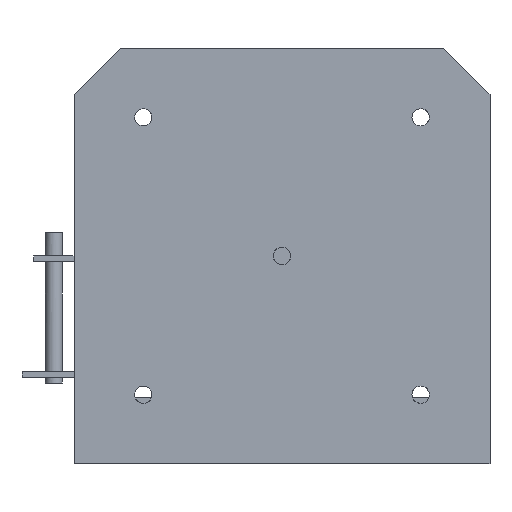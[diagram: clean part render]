
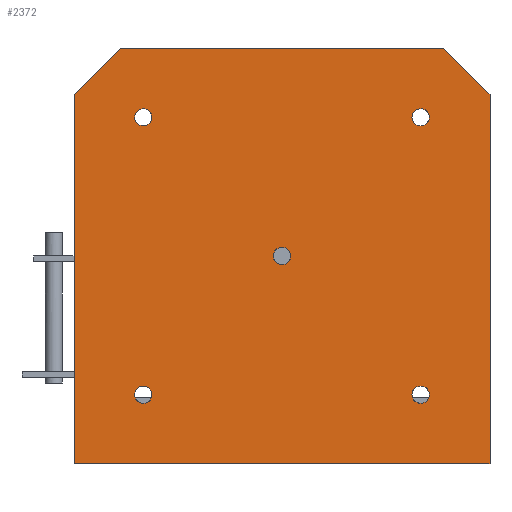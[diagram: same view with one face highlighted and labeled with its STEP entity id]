
A CAD part, front view. The second image highlights one B-rep face of the part: STEP entity #2372.
In plain terms, the highlighted free-form (B-spline) face has degree [1, 1] with [2, 2] control points.
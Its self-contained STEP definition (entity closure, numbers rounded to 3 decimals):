
#1178 = VERTEX_POINT('',#1179);
#1179 = CARTESIAN_POINT('',(-101.435,0.,-101.435));
#1184 = EDGE_CURVE('',#1178,#1185,#1187,.T.);
#1185 = VERTEX_POINT('',#1186);
#1186 = CARTESIAN_POINT('',(-101.435,0.,78.894));
#1187 = B_SPLINE_CURVE_WITH_KNOTS('',1,(#1188,#1189),.UNSPECIFIED.,.F.,
  .F.,(2,2),(0.,203.2),.PIECEWISE_BEZIER_KNOTS.);
#1188 = CARTESIAN_POINT('',(-101.435,0.,-101.435));
#1189 = CARTESIAN_POINT('',(-101.435,0.,78.894));
#1936 = VERTEX_POINT('',#1937);
#1937 = CARTESIAN_POINT('',(63.397,0.,67.624));
#1942 = EDGE_CURVE('',#1936,#1936,#1943,.T.);
#1943 = ( BOUNDED_CURVE() B_SPLINE_CURVE(2,(#1944,#1945,#1946,#1947,
#1948,#1949,#1950),.UNSPECIFIED.,.T.,.F.) B_SPLINE_CURVE_WITH_KNOTS((3,2
    ,2,3),(3.142,5.236,7.33,9.425),
.PIECEWISE_BEZIER_KNOTS.) CURVE() GEOMETRIC_REPRESENTATION_ITEM() 
RATIONAL_B_SPLINE_CURVE((1.,0.5,1.,0.5,1.,0.5,1.)) REPRESENTATION_ITEM(
  '') );
#1944 = CARTESIAN_POINT('',(63.397,0.,67.624));
#1945 = CARTESIAN_POINT('',(63.397,0.,74.944));
#1946 = CARTESIAN_POINT('',(69.737,0.,71.284));
#1947 = CARTESIAN_POINT('',(76.077,0.,67.624));
#1948 = CARTESIAN_POINT('',(69.737,0.,63.963));
#1949 = CARTESIAN_POINT('',(63.397,0.,60.303));
#1950 = CARTESIAN_POINT('',(63.397,0.,67.624));
#1988 = VERTEX_POINT('',#1989);
#1989 = CARTESIAN_POINT('',(-71.85,0.,67.624));
#1994 = EDGE_CURVE('',#1988,#1988,#1995,.T.);
#1995 = ( BOUNDED_CURVE() B_SPLINE_CURVE(2,(#1996,#1997,#1998,#1999,
#2000,#2001,#2002),.UNSPECIFIED.,.T.,.F.) B_SPLINE_CURVE_WITH_KNOTS((3,2
    ,2,3),(3.142,5.236,7.33,9.425),
.PIECEWISE_BEZIER_KNOTS.) CURVE() GEOMETRIC_REPRESENTATION_ITEM() 
RATIONAL_B_SPLINE_CURVE((1.,0.5,1.,0.5,1.,0.5,1.)) REPRESENTATION_ITEM(
  '') );
#1996 = CARTESIAN_POINT('',(-71.85,0.,67.624));
#1997 = CARTESIAN_POINT('',(-71.85,0.,74.944));
#1998 = CARTESIAN_POINT('',(-65.51,0.,71.284));
#1999 = CARTESIAN_POINT('',(-59.171,0.,67.624));
#2000 = CARTESIAN_POINT('',(-65.51,0.,63.963));
#2001 = CARTESIAN_POINT('',(-71.85,0.,60.303));
#2002 = CARTESIAN_POINT('',(-71.85,0.,67.624));
#2040 = VERTEX_POINT('',#2041);
#2041 = CARTESIAN_POINT('',(-4.226,0.,0.));
#2046 = EDGE_CURVE('',#2040,#2040,#2047,.T.);
#2047 = ( BOUNDED_CURVE() B_SPLINE_CURVE(2,(#2048,#2049,#2050,#2051,
#2052,#2053,#2054),.UNSPECIFIED.,.T.,.F.) B_SPLINE_CURVE_WITH_KNOTS((3,2
    ,2,3),(3.142,5.236,7.33,9.425),
.PIECEWISE_BEZIER_KNOTS.) CURVE() GEOMETRIC_REPRESENTATION_ITEM() 
RATIONAL_B_SPLINE_CURVE((1.,0.5,1.,0.5,1.,0.5,1.)) REPRESENTATION_ITEM(
  '') );
#2048 = CARTESIAN_POINT('',(-4.226,0.,0.));
#2049 = CARTESIAN_POINT('',(-4.226,0.,7.32));
#2050 = CARTESIAN_POINT('',(2.113,0.,3.66));
#2051 = CARTESIAN_POINT('',(8.453,0.,0.));
#2052 = CARTESIAN_POINT('',(2.113,0.,-3.66));
#2053 = CARTESIAN_POINT('',(-4.226,0.,-7.32));
#2054 = CARTESIAN_POINT('',(-4.226,0.,0.));
#2092 = VERTEX_POINT('',#2093);
#2093 = CARTESIAN_POINT('',(-71.85,0.,-67.624));
#2098 = EDGE_CURVE('',#2092,#2092,#2099,.T.);
#2099 = ( BOUNDED_CURVE() B_SPLINE_CURVE(2,(#2100,#2101,#2102,#2103,
#2104,#2105,#2106),.UNSPECIFIED.,.T.,.F.) B_SPLINE_CURVE_WITH_KNOTS((3,2
    ,2,3),(3.142,5.236,7.33,9.425),
.PIECEWISE_BEZIER_KNOTS.) CURVE() GEOMETRIC_REPRESENTATION_ITEM() 
RATIONAL_B_SPLINE_CURVE((1.,0.5,1.,0.5,1.,0.5,1.)) REPRESENTATION_ITEM(
  '') );
#2100 = CARTESIAN_POINT('',(-71.85,0.,-67.624));
#2101 = CARTESIAN_POINT('',(-71.85,0.,-60.303));
#2102 = CARTESIAN_POINT('',(-65.51,0.,-63.963));
#2103 = CARTESIAN_POINT('',(-59.171,0.,-67.624));
#2104 = CARTESIAN_POINT('',(-65.51,0.,-71.284));
#2105 = CARTESIAN_POINT('',(-71.85,0.,-74.944));
#2106 = CARTESIAN_POINT('',(-71.85,0.,-67.624));
#2144 = VERTEX_POINT('',#2145);
#2145 = CARTESIAN_POINT('',(63.397,0.,-67.624));
#2150 = EDGE_CURVE('',#2144,#2144,#2151,.T.);
#2151 = ( BOUNDED_CURVE() B_SPLINE_CURVE(2,(#2152,#2153,#2154,#2155,
#2156,#2157,#2158),.UNSPECIFIED.,.T.,.F.) B_SPLINE_CURVE_WITH_KNOTS((3,2
    ,2,3),(3.142,5.236,7.33,9.425),
.PIECEWISE_BEZIER_KNOTS.) CURVE() GEOMETRIC_REPRESENTATION_ITEM() 
RATIONAL_B_SPLINE_CURVE((1.,0.5,1.,0.5,1.,0.5,1.)) REPRESENTATION_ITEM(
  '') );
#2152 = CARTESIAN_POINT('',(63.397,0.,-67.624));
#2153 = CARTESIAN_POINT('',(63.397,0.,-60.303));
#2154 = CARTESIAN_POINT('',(69.737,0.,-63.963));
#2155 = CARTESIAN_POINT('',(76.077,0.,-67.624));
#2156 = CARTESIAN_POINT('',(69.737,0.,-71.284));
#2157 = CARTESIAN_POINT('',(63.397,0.,-74.944));
#2158 = CARTESIAN_POINT('',(63.397,0.,-67.624));
#2193 = EDGE_CURVE('',#2194,#1178,#2196,.T.);
#2194 = VERTEX_POINT('',#2195);
#2195 = CARTESIAN_POINT('',(101.435,0.,-101.435));
#2196 = B_SPLINE_CURVE_WITH_KNOTS('',1,(#2197,#2198),.UNSPECIFIED.,.F.,
  .F.,(2,2),(0.,228.6),.PIECEWISE_BEZIER_KNOTS.);
#2197 = CARTESIAN_POINT('',(101.435,0.,-101.435));
#2198 = CARTESIAN_POINT('',(-101.435,0.,-101.435));
#2233 = EDGE_CURVE('',#2234,#2194,#2236,.T.);
#2234 = VERTEX_POINT('',#2235);
#2235 = CARTESIAN_POINT('',(101.435,0.,78.894));
#2236 = B_SPLINE_CURVE_WITH_KNOTS('',1,(#2237,#2238),.UNSPECIFIED.,.F.,
  .F.,(2,2),(25.4,228.6),.PIECEWISE_BEZIER_KNOTS.);
#2237 = CARTESIAN_POINT('',(101.435,0.,78.894));
#2238 = CARTESIAN_POINT('',(101.435,0.,-101.435));
#2267 = EDGE_CURVE('',#2268,#2234,#2270,.T.);
#2268 = VERTEX_POINT('',#2269);
#2269 = CARTESIAN_POINT('',(78.894,0.,101.435));
#2270 = B_SPLINE_CURVE_WITH_KNOTS('',1,(#2271,#2272),.UNSPECIFIED.,.F.,
  .F.,(2,2),(0.,35.921),.PIECEWISE_BEZIER_KNOTS.);
#2271 = CARTESIAN_POINT('',(78.894,0.,101.435));
#2272 = CARTESIAN_POINT('',(101.435,0.,78.894));
#2295 = EDGE_CURVE('',#2296,#2268,#2298,.T.);
#2296 = VERTEX_POINT('',#2297);
#2297 = CARTESIAN_POINT('',(-78.894,0.,101.435));
#2298 = B_SPLINE_CURVE_WITH_KNOTS('',1,(#2299,#2300),.UNSPECIFIED.,.F.,
  .F.,(2,2),(25.4,203.2),.PIECEWISE_BEZIER_KNOTS.);
#2299 = CARTESIAN_POINT('',(-78.894,0.,101.435));
#2300 = CARTESIAN_POINT('',(78.894,0.,101.435));
#2323 = EDGE_CURVE('',#1185,#2296,#2324,.T.);
#2324 = B_SPLINE_CURVE_WITH_KNOTS('',1,(#2325,#2326),.UNSPECIFIED.,.F.,
  .F.,(2,2),(0.,35.921),.PIECEWISE_BEZIER_KNOTS.);
#2325 = CARTESIAN_POINT('',(-101.435,0.,78.894));
#2326 = CARTESIAN_POINT('',(-78.894,0.,101.435));
#2372 = ADVANCED_FACE('',(#2373,#2381,#2384,#2387,#2390,#2393),#2396,.F.
  );
#2373 = FACE_BOUND('',#2374,.T.);
#2374 = EDGE_LOOP('',(#2375,#2376,#2377,#2378,#2379,#2380));
#2375 = ORIENTED_EDGE('',*,*,#1184,.F.);
#2376 = ORIENTED_EDGE('',*,*,#2193,.F.);
#2377 = ORIENTED_EDGE('',*,*,#2233,.F.);
#2378 = ORIENTED_EDGE('',*,*,#2267,.F.);
#2379 = ORIENTED_EDGE('',*,*,#2295,.F.);
#2380 = ORIENTED_EDGE('',*,*,#2323,.F.);
#2381 = FACE_BOUND('',#2382,.T.);
#2382 = EDGE_LOOP('',(#2383));
#2383 = ORIENTED_EDGE('',*,*,#1942,.T.);
#2384 = FACE_BOUND('',#2385,.T.);
#2385 = EDGE_LOOP('',(#2386));
#2386 = ORIENTED_EDGE('',*,*,#1994,.T.);
#2387 = FACE_BOUND('',#2388,.T.);
#2388 = EDGE_LOOP('',(#2389));
#2389 = ORIENTED_EDGE('',*,*,#2046,.T.);
#2390 = FACE_BOUND('',#2391,.T.);
#2391 = EDGE_LOOP('',(#2392));
#2392 = ORIENTED_EDGE('',*,*,#2098,.T.);
#2393 = FACE_BOUND('',#2394,.T.);
#2394 = EDGE_LOOP('',(#2395));
#2395 = ORIENTED_EDGE('',*,*,#2150,.T.);
#2396 = B_SPLINE_SURFACE_WITH_KNOTS('',1,1,(
    (#2397,#2398)
    ,(#2399,#2400
  )),.UNSPECIFIED.,.F.,.F.,.F.,(2,2),(2,2),(-114.3,114.3),(-114.3,114.3)
  ,.PIECEWISE_BEZIER_KNOTS.);
#2397 = CARTESIAN_POINT('',(-101.435,0.,-101.435));
#2398 = CARTESIAN_POINT('',(101.435,0.,-101.435));
#2399 = CARTESIAN_POINT('',(-101.435,0.,101.435));
#2400 = CARTESIAN_POINT('',(101.435,0.,101.435));
